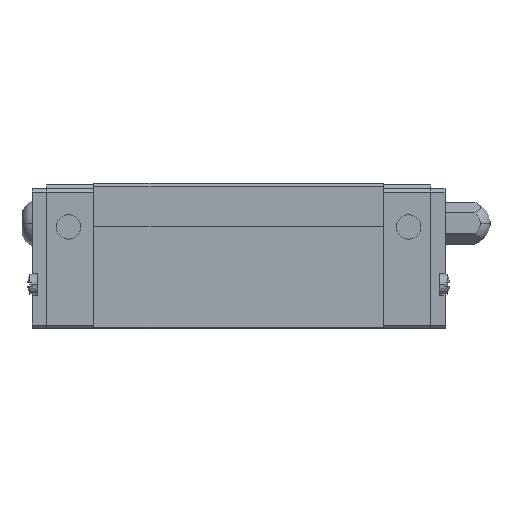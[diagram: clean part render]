
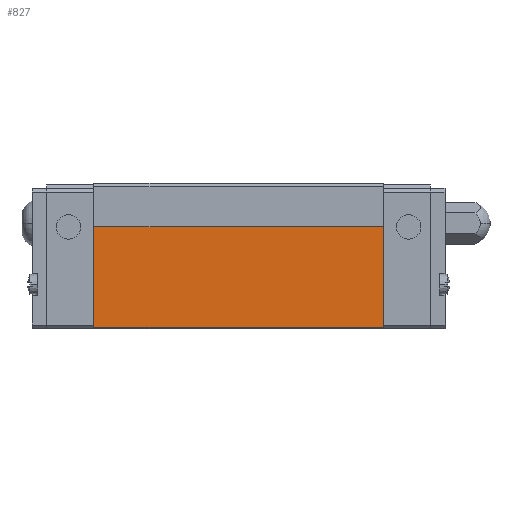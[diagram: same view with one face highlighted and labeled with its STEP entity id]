
A CAD part, left-side view. The second image highlights one B-rep face of the part: STEP entity #827.
In plain terms, the highlighted planar face has unit normal (-1, 0, 0).
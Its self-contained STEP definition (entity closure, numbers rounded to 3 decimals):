
#827=ADVANCED_FACE('',(#1697),#1698,.T.);
#1697=FACE_OUTER_BOUND('',#2598,.T.);
#1698=PLANE('',#2599);
#2598=EDGE_LOOP('',(#5145,#5146,#5147,#5148));
#2599=AXIS2_PLACEMENT_3D('',#5149,#5150,#5151);
#5145=ORIENTED_EDGE('',*,*,#6348,.F.);
#5146=ORIENTED_EDGE('',*,*,#6393,.F.);
#5147=ORIENTED_EDGE('',*,*,#6326,.F.);
#5148=ORIENTED_EDGE('',*,*,#6391,.T.);
#5149=CARTESIAN_POINT('',(-16.7,28.401,6.0));
#5150=DIRECTION('',(-1.0,0.0,0.0));
#5151=DIRECTION('',(0.0,0.0,1.0));
#6326=EDGE_CURVE('',#7843,#7845,#7846,.T.);
#6348=EDGE_CURVE('',#7873,#7875,#7876,.T.);
#6391=EDGE_CURVE('',#7843,#7875,#7933,.T.);
#6393=EDGE_CURVE('',#7845,#7873,#7935,.T.);
#7843=VERTEX_POINT('',#10470);
#7845=VERTEX_POINT('',#10473);
#7846=LINE('',#10474,#10475);
#7873=VERTEX_POINT('',#10515);
#7875=VERTEX_POINT('',#10518);
#7876=LINE('',#10519,#10520);
#7933=LINE('',#10604,#10605);
#7935=LINE('',#10607,#10608);
#10470=CARTESIAN_POINT('',(-16.7,8.501,18.0));
#10473=CARTESIAN_POINT('',(-16.7,8.501,4.2));
#10474=CARTESIAN_POINT('',(-16.7,8.501,10.0));
#10475=VECTOR('',#11614,1.0);
#10515=CARTESIAN_POINT('',(-16.7,48.301,4.2));
#10518=CARTESIAN_POINT('',(-16.7,48.301,18.0));
#10519=CARTESIAN_POINT('',(-16.7,48.301,10.0));
#10520=VECTOR('',#11629,1.0);
#10604=CARTESIAN_POINT('',(-16.7,28.401,18.0));
#10605=VECTOR('',#11669,1.0);
#10607=CARTESIAN_POINT('',(-16.7,38.351,4.2));
#10608=VECTOR('',#11670,1.0);
#11614=DIRECTION('',(-0.0,-0.0,-1.0));
#11629=DIRECTION('',(0.0,0.0,1.0));
#11669=DIRECTION('',(0.0,1.0,0.0));
#11670=DIRECTION('',(0.0,1.0,-0.0));
